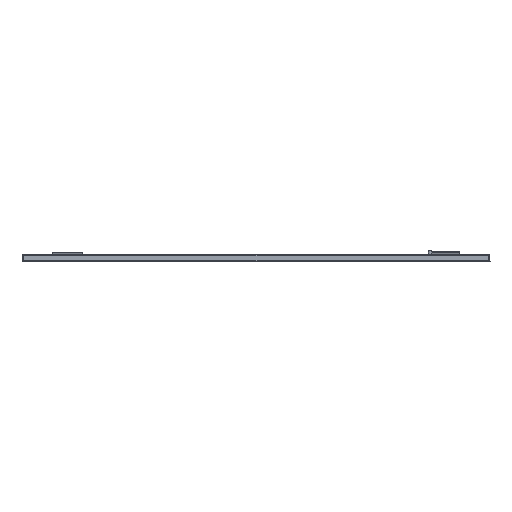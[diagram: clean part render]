
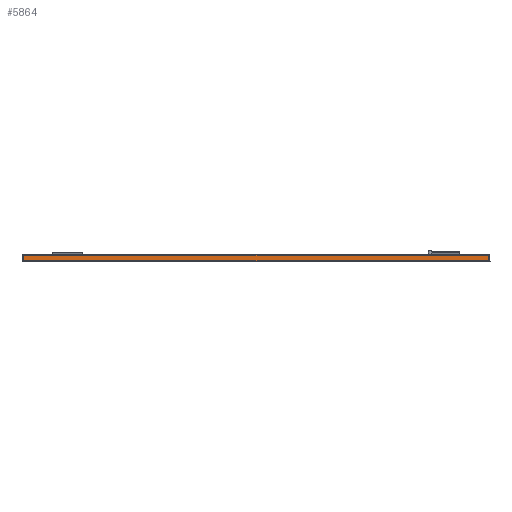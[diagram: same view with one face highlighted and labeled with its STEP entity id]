
A CAD part, left-side view. The second image highlights one B-rep face of the part: STEP entity #5864.
In plain terms, the highlighted planar face has unit normal (-1, 0, 0).
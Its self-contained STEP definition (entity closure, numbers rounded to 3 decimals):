
#19 = EDGE_CURVE ( 'NONE', #7529, #5200, #7122, .T. ) ;
#593 = VECTOR ( 'NONE', #1184, 1000. ) ;
#701 = CARTESIAN_POINT ( 'NONE',  ( -1100., 0., -1.4 ) ) ;
#1045 = CARTESIAN_POINT ( 'NONE',  ( -1100., -389., 10.6 ) ) ;
#1099 = ORIENTED_EDGE ( 'NONE', *, *, #4072, .T. ) ;
#1142 = CARTESIAN_POINT ( 'NONE',  ( -1100., -389., 10.6 ) ) ;
#1184 = DIRECTION ( 'NONE',  ( 0., 0., 1. ) ) ;
#1380 = DIRECTION ( 'NONE',  ( 0., 0., -1. ) ) ;
#2090 = CARTESIAN_POINT ( 'NONE',  ( -1100., 389., 10.6 ) ) ;
#2100 = VECTOR ( 'NONE', #2895, 1000. ) ;
#2109 = LINE ( 'NONE', #4378, #2279 ) ;
#2112 = VERTEX_POINT ( 'NONE', #1045 ) ;
#2279 = VECTOR ( 'NONE', #6752, 1000. ) ;
#2411 = FACE_OUTER_BOUND ( 'NONE', #5311, .T. ) ;
#2628 = EDGE_CURVE ( 'NONE', #5200, #2112, #4124, .T. ) ;
#2895 = DIRECTION ( 'NONE',  ( 0., -1., 0. ) ) ;
#3002 = LINE ( 'NONE', #7061, #5839 ) ;
#3246 = CARTESIAN_POINT ( 'NONE',  ( -1100., -389., -1.4 ) ) ;
#3604 = DIRECTION ( 'NONE',  ( 0., 0., -1. ) ) ;
#4072 = EDGE_CURVE ( 'NONE', #5448, #7529, #3002, .T. ) ;
#4124 = LINE ( 'NONE', #1142, #593 ) ;
#4288 = PLANE ( 'NONE',  #6882 ) ;
#4378 = CARTESIAN_POINT ( 'NONE',  ( -1100., 0., 10.6 ) ) ;
#5200 = VERTEX_POINT ( 'NONE', #3246 ) ;
#5311 = EDGE_LOOP ( 'NONE', ( #6986, #6321, #1099, #7352 ) ) ;
#5448 = VERTEX_POINT ( 'NONE', #2090 ) ;
#5839 = VECTOR ( 'NONE', #3604, 1000. ) ;
#5864 = ADVANCED_FACE ( 'NONE', ( #2411 ), #4288, .F. ) ;
#6080 = DIRECTION ( 'NONE',  ( 1., 0., 0. ) ) ;
#6085 = EDGE_CURVE ( 'NONE', #5448, #2112, #2109, .T. ) ;
#6321 = ORIENTED_EDGE ( 'NONE', *, *, #6085, .F. ) ;
#6458 = CARTESIAN_POINT ( 'NONE',  ( -1100., 389., -1.4 ) ) ;
#6475 = CARTESIAN_POINT ( 'NONE',  ( -1100., 0., 10.6 ) ) ;
#6752 = DIRECTION ( 'NONE',  ( 0., -1., 0. ) ) ;
#6882 = AXIS2_PLACEMENT_3D ( 'NONE', #6475, #6080, #1380 ) ;
#6986 = ORIENTED_EDGE ( 'NONE', *, *, #2628, .T. ) ;
#7061 = CARTESIAN_POINT ( 'NONE',  ( -1100., 389., 10.6 ) ) ;
#7122 = LINE ( 'NONE', #701, #2100 ) ;
#7352 = ORIENTED_EDGE ( 'NONE', *, *, #19, .T. ) ;
#7529 = VERTEX_POINT ( 'NONE', #6458 ) ;
